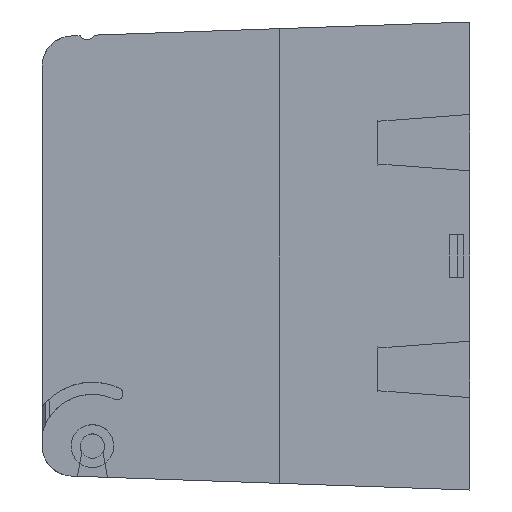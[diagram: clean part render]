
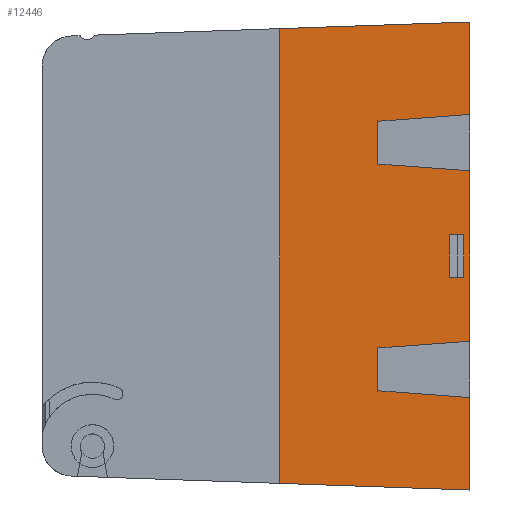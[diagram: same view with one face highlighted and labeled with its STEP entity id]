
A CAD part, left-side view. The second image highlights one B-rep face of the part: STEP entity #12446.
In plain terms, the highlighted planar face has unit normal (-1, 0, 0).
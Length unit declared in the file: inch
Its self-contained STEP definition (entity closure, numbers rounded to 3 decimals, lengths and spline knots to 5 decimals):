
#68 = LINE ( 'NONE', #40737, #35230 ) ;
#1333 = ORIENTED_EDGE ( 'NONE', *, *, #24959, .T. ) ;
#1981 = EDGE_CURVE ( 'NONE', #74922, #4755, #10744, .T. ) ;
#2057 = CARTESIAN_POINT ( 'NONE',  ( -2.325, 0.604, -0.56 ) ) ;
#2151 = LINE ( 'NONE', #40968, #35234 ) ;
#3944 = ORIENTED_EDGE ( 'NONE', *, *, #21784, .T. ) ;
#4755 = VERTEX_POINT ( 'NONE', #74210 ) ;
#5803 = VERTEX_POINT ( 'NONE', #79547 ) ;
#7260 = DIRECTION ( 'NONE',  ( 0., 0., 1. ) ) ;
#7445 = EDGE_CURVE ( 'NONE', #22551, #83649, #2151, .T. ) ;
#8764 = DIRECTION ( 'NONE',  ( 0., 0., 1. ) ) ;
#8968 = DIRECTION ( 'NONE',  ( 0., 0.999, 0.035 ) ) ;
#9216 = VECTOR ( 'NONE', #37005, 39.37008 ) ;
#10716 = DIRECTION ( 'NONE',  ( 0., -0.997, 0.074 ) ) ;
#10744 = LINE ( 'NONE', #38414, #28242 ) ;
#10960 = CARTESIAN_POINT ( 'NONE',  ( -2.325, 1.25, 1.49391 ) ) ;
#11846 = LINE ( 'NONE', #80283, #79998 ) ;
#12446 = ADVANCED_FACE ( 'NONE', ( #61448, #28353 ), #19953, .T. ) ;
#13778 = ORIENTED_EDGE ( 'NONE', *, *, #48816, .F. ) ;
#13901 = VECTOR ( 'NONE', #37081, 39.37008 ) ;
#14375 = LINE ( 'NONE', #74779, #45402 ) ;
#14669 = DIRECTION ( 'NONE',  ( 0., -0.997, -0.074 ) ) ;
#14798 = EDGE_CURVE ( 'NONE', #78901, #66770, #73746, .T. ) ;
#16098 = CARTESIAN_POINT ( 'NONE',  ( -2.325, 0., 0.93 ) ) ;
#19734 = EDGE_CURVE ( 'NONE', #38921, #78901, #14375, .T. ) ;
#19922 = CARTESIAN_POINT ( 'NONE',  ( -2.325, 1.25, -0.5 ) ) ;
#19953 = PLANE ( 'NONE',  #29871 ) ;
#20083 = CARTESIAN_POINT ( 'NONE',  ( -2.325, 0.604, 0.88523 ) ) ;
#20557 = VECTOR ( 'NONE', #31245, 39.37008 ) ;
#21784 = EDGE_CURVE ( 'NONE', #49883, #5803, #34470, .T. ) ;
#22219 = CARTESIAN_POINT ( 'NONE',  ( -2.325, 0.133, -0.14 ) ) ;
#22551 = VERTEX_POINT ( 'NONE', #33752 ) ;
#22670 = EDGE_CURVE ( 'NONE', #83649, #4755, #11846, .T. ) ;
#24959 = EDGE_CURVE ( 'NONE', #40699, #49883, #83328, .T. ) ;
#26284 = VERTEX_POINT ( 'NONE', #28173 ) ;
#26565 = DIRECTION ( 'NONE',  ( 0., 0., 1. ) ) ;
#26784 = EDGE_CURVE ( 'NONE', #80438, #66770, #68, .T. ) ;
#26920 = ORIENTED_EDGE ( 'NONE', *, *, #22670, .F. ) ;
#27276 = CARTESIAN_POINT ( 'NONE',  ( -2.325, 0.604, -0.88523 ) ) ;
#27425 = DIRECTION ( 'NONE',  ( -1., 0., 0. ) ) ;
#27451 = CARTESIAN_POINT ( 'NONE',  ( -2.325, 0.133, -0.14 ) ) ;
#28173 = CARTESIAN_POINT ( 'NONE',  ( -2.325, 0., -0.93 ) ) ;
#28242 = VECTOR ( 'NONE', #10716, 39.37008 ) ;
#28353 = FACE_BOUND ( 'NONE', #35521, .T. ) ;
#28845 = LINE ( 'NONE', #2057, #64051 ) ;
#29402 = LINE ( 'NONE', #56686, #13901 ) ;
#29871 = AXIS2_PLACEMENT_3D ( 'NONE', #67005, #27425, #73621 ) ;
#30099 = CARTESIAN_POINT ( 'NONE',  ( -2.325, 0.604, 0.56 ) ) ;
#30456 = CARTESIAN_POINT ( 'NONE',  ( -2.325, 0., 0.56 ) ) ;
#31245 = DIRECTION ( 'NONE',  ( 0., 0., -1. ) ) ;
#31425 = CARTESIAN_POINT ( 'NONE',  ( -2.325, 0.04, -0.14 ) ) ;
#33716 = VECTOR ( 'NONE', #84488, 39.37008 ) ;
#33752 = CARTESIAN_POINT ( 'NONE',  ( -2.325, 0.604, 0.60477 ) ) ;
#34470 = LINE ( 'NONE', #46680, #49978 ) ;
#34900 = DIRECTION ( 'NONE',  ( 0., 0., -1. ) ) ;
#35230 = VECTOR ( 'NONE', #73628, 39.37008 ) ;
#35234 = VECTOR ( 'NONE', #14669, 39.37008 ) ;
#35521 = EDGE_LOOP ( 'NONE', ( #53914, #44408, #1333, #3944 ) ) ;
#35791 = LINE ( 'NONE', #38576, #33716 ) ;
#36501 = ORIENTED_EDGE ( 'NONE', *, *, #38715, .F. ) ;
#37005 = DIRECTION ( 'NONE',  ( 0., -1., 0. ) ) ;
#37081 = DIRECTION ( 'NONE',  ( 0., -0.997, -0.074 ) ) ;
#38414 = CARTESIAN_POINT ( 'NONE',  ( -2.325, 0., -0.56 ) ) ;
#38576 = CARTESIAN_POINT ( 'NONE',  ( -2.325, 0., 1.4375 ) ) ;
#38665 = VECTOR ( 'NONE', #26565, 39.37008 ) ;
#38715 = EDGE_CURVE ( 'NONE', #26284, #38921, #53585, .T. ) ;
#38921 = VERTEX_POINT ( 'NONE', #71908 ) ;
#39112 = VECTOR ( 'NONE', #55909, 39.37008 ) ;
#40699 = VERTEX_POINT ( 'NONE', #22219 ) ;
#40737 = CARTESIAN_POINT ( 'NONE',  ( -2.325, 1.1485, 1.49745 ) ) ;
#40968 = CARTESIAN_POINT ( 'NONE',  ( -2.325, 0.51262, 0.59799 ) ) ;
#40975 = VERTEX_POINT ( 'NONE', #20083 ) ;
#41500 = ORIENTED_EDGE ( 'NONE', *, *, #7445, .F. ) ;
#42530 = CARTESIAN_POINT ( 'NONE',  ( -2.325, 0.04, -0.14 ) ) ;
#42918 = EDGE_CURVE ( 'NONE', #70843, #5803, #80819, .T. ) ;
#44266 = CARTESIAN_POINT ( 'NONE',  ( -2.325, 0., 1.4375 ) ) ;
#44408 = ORIENTED_EDGE ( 'NONE', *, *, #59081, .F. ) ;
#44615 = ORIENTED_EDGE ( 'NONE', *, *, #19734, .F. ) ;
#45402 = VECTOR ( 'NONE', #8968, 39.37008 ) ;
#46680 = CARTESIAN_POINT ( 'NONE',  ( -2.325, 0.133, 0.14 ) ) ;
#47417 = ORIENTED_EDGE ( 'NONE', *, *, #59074, .T. ) ;
#48816 = EDGE_CURVE ( 'NONE', #80438, #61740, #35791, .T. ) ;
#48855 = CARTESIAN_POINT ( 'NONE',  ( -2.325, 1.25, -1.49391 ) ) ;
#49883 = VERTEX_POINT ( 'NONE', #55119 ) ;
#49978 = VECTOR ( 'NONE', #59954, 39.37008 ) ;
#50864 = EDGE_CURVE ( 'NONE', #55523, #26284, #29402, .T. ) ;
#51937 = CARTESIAN_POINT ( 'NONE',  ( -2.325, 0.604, -0.60477 ) ) ;
#52535 = ORIENTED_EDGE ( 'NONE', *, *, #26784, .T. ) ;
#52607 = LINE ( 'NONE', #30099, #79474 ) ;
#53540 = ORIENTED_EDGE ( 'NONE', *, *, #66373, .T. ) ;
#53585 = LINE ( 'NONE', #44266, #20557 ) ;
#53703 = EDGE_CURVE ( 'NONE', #55523, #74922, #28845, .T. ) ;
#53914 = ORIENTED_EDGE ( 'NONE', *, *, #42918, .F. ) ;
#55119 = CARTESIAN_POINT ( 'NONE',  ( -2.325, 0.133, 0.14 ) ) ;
#55410 = ORIENTED_EDGE ( 'NONE', *, *, #1981, .T. ) ;
#55523 = VERTEX_POINT ( 'NONE', #27276 ) ;
#55909 = DIRECTION ( 'NONE',  ( 0., -0.997, 0.074 ) ) ;
#56509 = CARTESIAN_POINT ( 'NONE',  ( -2.325, 0., 0.93 ) ) ;
#56686 = CARTESIAN_POINT ( 'NONE',  ( -2.325, 0.62245, -0.88387 ) ) ;
#59074 = EDGE_CURVE ( 'NONE', #22551, #40975, #52607, .T. ) ;
#59081 = EDGE_CURVE ( 'NONE', #40699, #70843, #61945, .T. ) ;
#59954 = DIRECTION ( 'NONE',  ( 0., -1., 0. ) ) ;
#61448 = FACE_OUTER_BOUND ( 'NONE', #83559, .T. ) ;
#61740 = VERTEX_POINT ( 'NONE', #56509 ) ;
#61945 = LINE ( 'NONE', #74554, #9216 ) ;
#62097 = CARTESIAN_POINT ( 'NONE',  ( -2.325, 0., 1.53756 ) ) ;
#62468 = DIRECTION ( 'NONE',  ( 0., 0., 1. ) ) ;
#63301 = VECTOR ( 'NONE', #62468, 39.37008 ) ;
#64051 = VECTOR ( 'NONE', #8764, 39.37008 ) ;
#66373 = EDGE_CURVE ( 'NONE', #40975, #61740, #74205, .T. ) ;
#66770 = VERTEX_POINT ( 'NONE', #10960 ) ;
#67005 = CARTESIAN_POINT ( 'NONE',  ( -2.325, 0.594, -0.5 ) ) ;
#67925 = ORIENTED_EDGE ( 'NONE', *, *, #53703, .T. ) ;
#70767 = ORIENTED_EDGE ( 'NONE', *, *, #50864, .F. ) ;
#70843 = VERTEX_POINT ( 'NONE', #31425 ) ;
#71908 = CARTESIAN_POINT ( 'NONE',  ( -2.325, 0., -1.53756 ) ) ;
#73621 = DIRECTION ( 'NONE',  ( 0., 0., 1. ) ) ;
#73628 = DIRECTION ( 'NONE',  ( 0., 0.999, -0.035 ) ) ;
#73746 = LINE ( 'NONE', #19922, #38665 ) ;
#74205 = LINE ( 'NONE', #16098, #39112 ) ;
#74210 = CARTESIAN_POINT ( 'NONE',  ( -2.325, 0., -0.56 ) ) ;
#74554 = CARTESIAN_POINT ( 'NONE',  ( -2.325, 0.133, -0.14 ) ) ;
#74779 = CARTESIAN_POINT ( 'NONE',  ( -2.325, 1.1485, -1.49745 ) ) ;
#74922 = VERTEX_POINT ( 'NONE', #51937 ) ;
#76580 = DIRECTION ( 'NONE',  ( 0., 0., 1. ) ) ;
#78901 = VERTEX_POINT ( 'NONE', #48855 ) ;
#79474 = VECTOR ( 'NONE', #76580, 39.37008 ) ;
#79547 = CARTESIAN_POINT ( 'NONE',  ( -2.325, 0.04, 0.14 ) ) ;
#79998 = VECTOR ( 'NONE', #34900, 39.37008 ) ;
#80283 = CARTESIAN_POINT ( 'NONE',  ( -2.325, 0., 1.4375 ) ) ;
#80438 = VERTEX_POINT ( 'NONE', #62097 ) ;
#80819 = LINE ( 'NONE', #42530, #63301 ) ;
#83328 = LINE ( 'NONE', #27451, #85358 ) ;
#83430 = ORIENTED_EDGE ( 'NONE', *, *, #14798, .F. ) ;
#83559 = EDGE_LOOP ( 'NONE', ( #55410, #26920, #41500, #47417, #53540, #13778, #52535, #83430, #44615, #36501, #70767, #67925 ) ) ;
#83649 = VERTEX_POINT ( 'NONE', #30456 ) ;
#84488 = DIRECTION ( 'NONE',  ( 0., 0., -1. ) ) ;
#85358 = VECTOR ( 'NONE', #7260, 39.37008 ) ;
